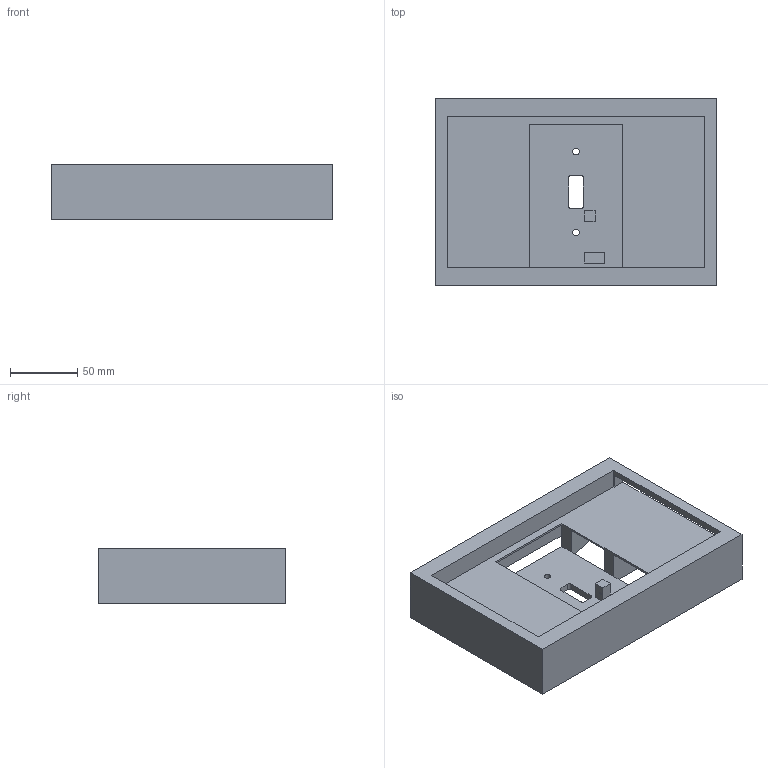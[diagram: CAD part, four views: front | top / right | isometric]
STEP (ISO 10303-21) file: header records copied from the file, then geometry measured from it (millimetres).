
FILE_DESCRIPTION(('FreeCAD Model'),'2;1');
FILE_NAME('Open CASCADE Shape Model','2024-11-08T19:35:58',(''),(''), 'Open CASCADE STEP processor 7.7','FreeCAD','Unknown');
FILE_SCHEMA(('AUTOMOTIVE_DESIGN { 1 0 10303 214 1 1 1 1 }'));
Length unit declared in the file: millimetre
Products named in the file (1): Body
Bounding box: 210 x 140 x 41 mm (x, y, z)
Volume: 347954.4 mm3; surface area: 131532.8 mm2
Topology: 1 solids, 1 shells, 72 faces, 204 edges, 130 vertices
Faces by surface type: plane 64, cylinder 8
Full cylindrical faces by diameter (mm): 1.5 x2, 4.8 x2
Entity records: 2350 total; most frequent: ORIENTED_EDGE 408, CARTESIAN_POINT 407, DIRECTION 366, EDGE_CURVE 204, LINE 188, VECTOR 188, VERTEX_POINT 130, FACE_BOUND 92
